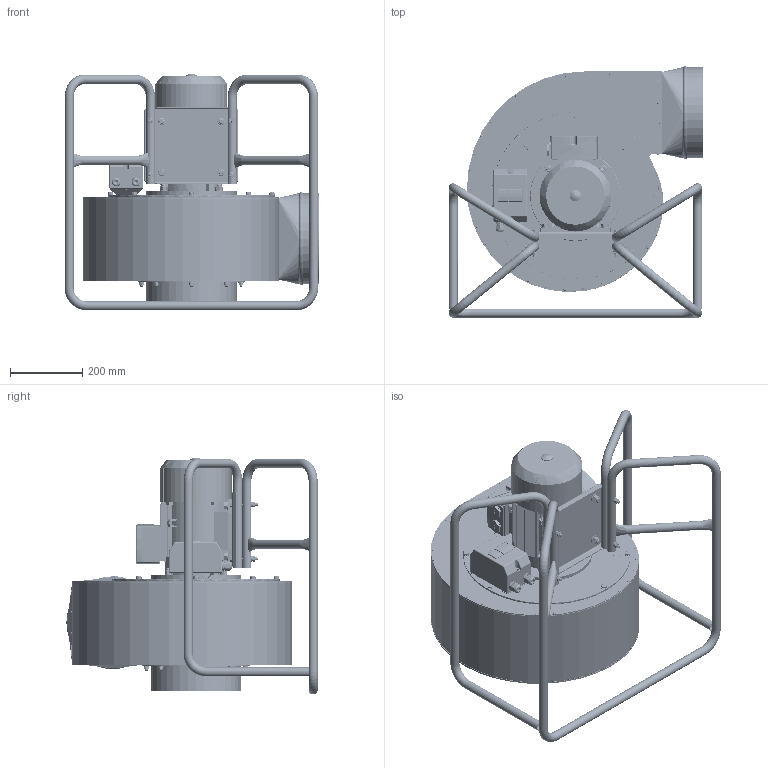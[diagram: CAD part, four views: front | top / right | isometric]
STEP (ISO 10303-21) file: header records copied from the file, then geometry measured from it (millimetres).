
FILE_DESCRIPTION(/* description */ ('805W20 WPA-10-P-N'),/* implementation_level */ '2;1');
FILE_NAME(/* name */ '805W20 WPA-10-P-N.stp',/* time_stamp */ '2022-05-11T08:10:40+02:00',/* author */ ('a.korpacki'),/* organization */ ('KLIMAWENT S.A.'),/* preprocessor_version */ 'ST-DEVELOPER v18.1',/* originating_system */ 'Autodesk Inventor 2021',/* authorisation */ '');
FILE_SCHEMA (('AUTOMOTIVE_DESIGN { 1 0 10303 214 3 1 1 }'));
Length unit declared in the file: millimetre
Products named in the file (1): ~~
Bounding box: 703.66 x 693.55 x 654 mm (x, y, z)
Volume: 14232163.2 mm3; surface area: 4168982.3 mm2
Topology: 22 solids, 24 shells, 7181 faces, 18391 edges, 11897 vertices
Faces by surface type: plane 3868, cylinder 1492, bspline 1199, torus 363, cone 247, sphere 12
Full cylindrical faces by diameter (mm): 3 x28, 4 x96, 4.1 x2, 4.134 x2, 4.2 x82, 4.3 x10, 4.4 x8, 5 x2, 5.5 x2, 6 x2, 6.875 x2, 7.5 x2, 8 x130, 8.4 x4, 8.5 x8, 8.8 x2, 9 x10, 10.1 x2, 10.9 x2, 11.1 x6, 11.63 x12, 12 x16, 12.5 x2, 13 x12, 14.5 x4, 16 x4, 16.63 x8, 19 x2, 19.5 x2, 22 x17
Entity records: 246312 total; most frequent: CARTESIAN_POINT 70112, ORIENTED_EDGE 36792, DIRECTION 32156, EDGE_CURVE 18398, VERTEX_POINT 11897, AXIS2_PLACEMENT_3D 11046, LINE 10064, VECTOR 10064
